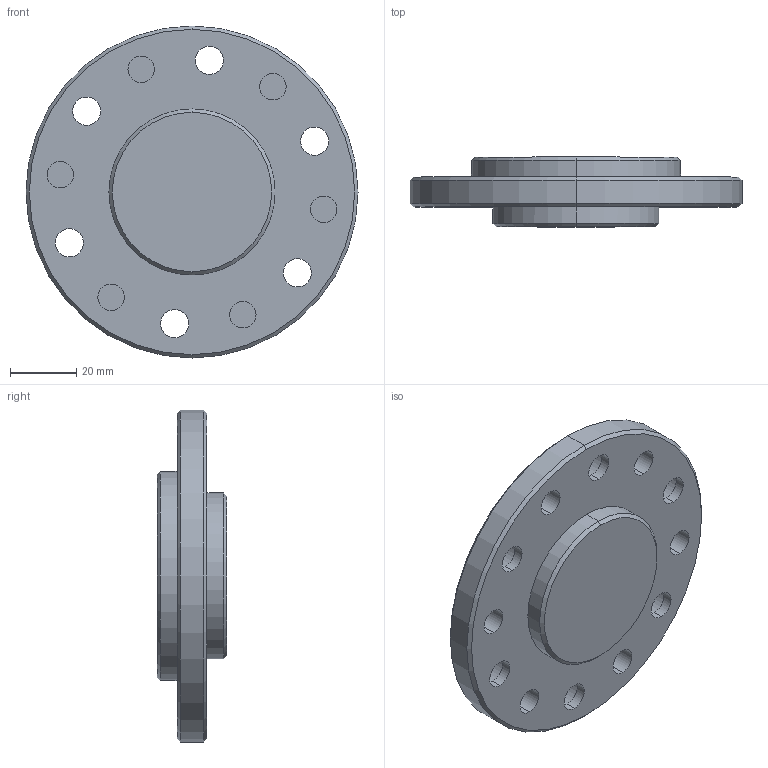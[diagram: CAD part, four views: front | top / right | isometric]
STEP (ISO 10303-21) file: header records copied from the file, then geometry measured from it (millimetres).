
FILE_DESCRIPTION (( 'STEP AP214' ), '1' );
FILE_NAME ('101520.step', '2019-02-04T09:33:37', ( '' ), ( '' ), 'SwSTEP 2.0', 'SolidWorks 2018', '' );
FILE_SCHEMA (( 'AUTOMOTIVE_DESIGN' ));
Length unit declared in the file: millimetre
Products named in the file (1): 101520
Bounding box: 100 x 21 x 100 mm (x, y, z)
Volume: 87542.3 mm3; surface area: 23349.4 mm2
Topology: 1 solids, 1 shells, 114 faces, 258 edges, 157 vertices
Faces by surface type: cylinder 54, cone 30, plane 30
Entity records: 3286 total; most frequent: DIRECTION 606, CARTESIAN_POINT 520, ORIENTED_EDGE 496, EDGE_CURVE 248, AXIS2_PLACEMENT_3D 243, VERTEX_POINT 157, EDGE_LOOP 147, CIRCLE 128
